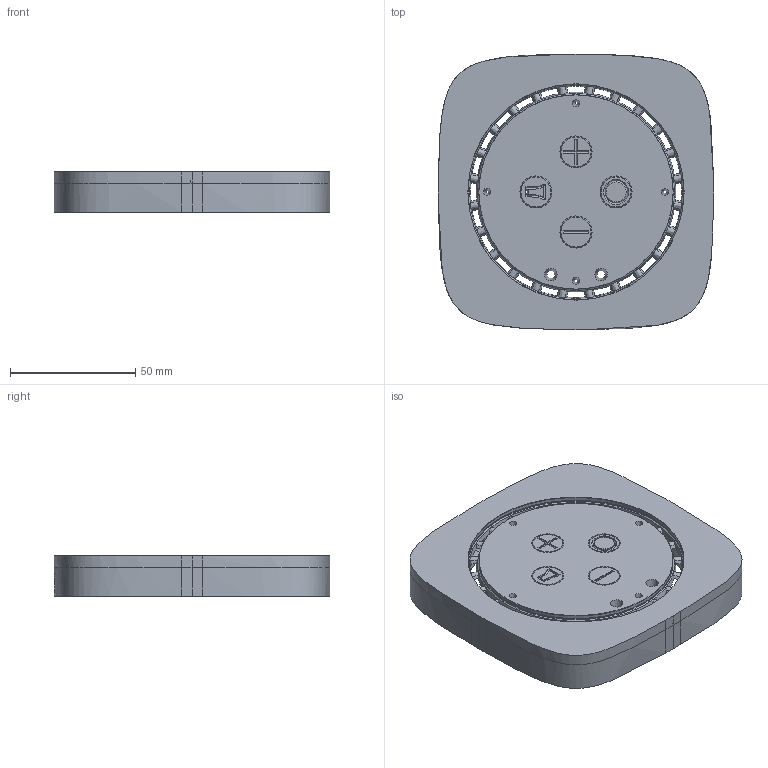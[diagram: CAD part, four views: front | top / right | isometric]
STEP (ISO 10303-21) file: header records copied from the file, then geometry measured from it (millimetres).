
FILE_DESCRIPTION(/* description */ (''),/* implementation_level */ '2;1');
FILE_NAME(/* name */ 'Top Plate.step',/* time_stamp */ '2025-11-01T10:23:07+01:00',/* author */ (''),/* organization */ (''),/* preprocessor_version */ 'ST-DEVELOPER v20.1',/* originating_system */ 'Autodesk Translation Framework v14.17.0.0',/* authorisation */ '');
FILE_SCHEMA (('AUTOMOTIVE_DESIGN { 1 0 10303 214 3 1 1 }'));
Length unit declared in the file: millimetre
Products named in the file (1): Top
Bounding box: 110 x 110 x 16.15 mm (x, y, z)
Volume: 92053.3 mm3; surface area: 38459 mm2
Topology: 1 solids, 1 shells, 567 faces, 1562 edges, 1010 vertices
Faces by surface type: plane 346, cylinder 102, cone 53, bspline 48, sphere 16, torus 2
Full cylindrical faces by diameter (mm): 2 x1, 3 x1, 5.4 x4, 6 x1, 8 x1, 8.6 x4, 10 x4, 12 x4, 12.8 x4, 14 x2, 77.711 x1, 86.289 x1
Entity records: 21429 total; most frequent: CARTESIAN_POINT 6996, ORIENTED_EDGE 3126, DIRECTION 2864, EDGE_CURVE 1563, AXIS2_PLACEMENT_3D 1012, VERTEX_POINT 1010, LINE 840, VECTOR 840
